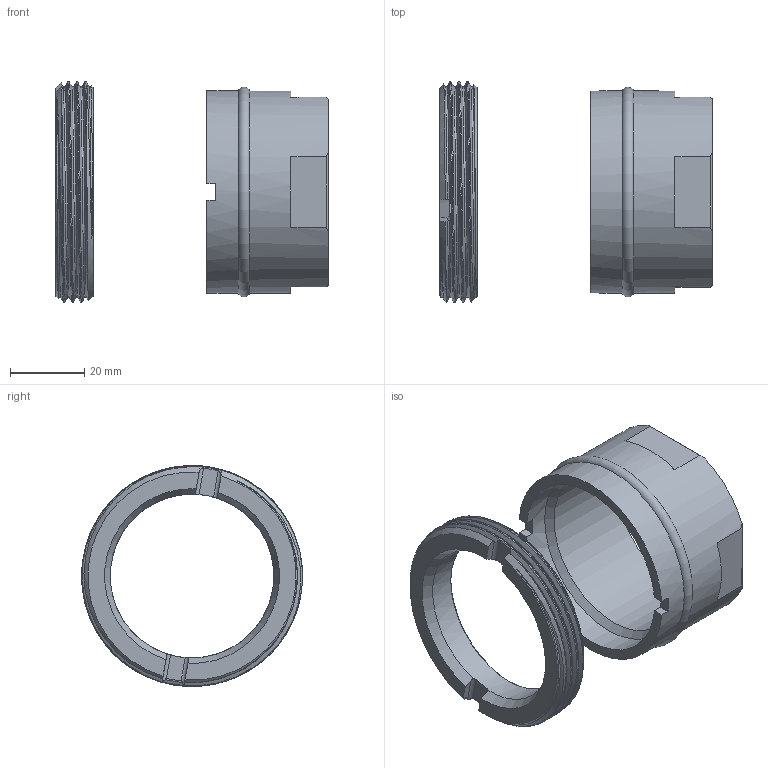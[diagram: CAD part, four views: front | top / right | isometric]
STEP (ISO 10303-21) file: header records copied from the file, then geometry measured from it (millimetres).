
FILE_DESCRIPTION(/* description */ ('','CAx-IF Rec.Pracs.---Representation and Presentation of Product Manufacturing Information (PMI)---4.0---2014-10-13'),/* implementation_level */ '2;1');
FILE_NAME(/* name */ '76459_LED_XL_EasyFit_17.stp',/* time_stamp */ '2020-02-14T09:21:58+01:00',/* author */ ('guzb562'),/* organization */ (''),/* preprocessor_version */ 'ST-DEVELOPER v17.2',/* originating_system */ 'Autodesk Inventor 2019',/* authorisation */ '');
FILE_SCHEMA (('AP242_MANAGED_MODEL_BASED_3D_ENGINEERING_MIM_LF { 1 0 10303 442 1 1 4 }'));
Length unit declared in the file: millimetre
Products named in the file (3): Baugruppe1; 73774_donut_inlet_sich_ring; 76459_LED_XL_EasyFit_17
Assembly tree (2 placements, depth 2):
  Baugruppe1
    73774_donut_inlet_sich_ring
    76459_LED_XL_EasyFit_17
Bounding box: 73.17 x 59.36 x 59.38 mm (x, y, z)
Volume: 31168.9 mm3; surface area: 17740.4 mm2
Topology: 2 solids, 2 shells, 71 faces, 210 edges, 141 vertices
Faces by surface type: plane 30, bspline 20, cylinder 13, cone 7, torus 1
Full cylindrical faces by diameter (mm): 44 x1, 45.235 x1, 48.8 x1, 54.4 x2
Entity records: 13916 total; most frequent: CARTESIAN_POINT 11918, ORIENTED_EDGE 420, DIRECTION 350, EDGE_CURVE 210, AXIS2_PLACEMENT_3D 143, VERTEX_POINT 141, B_SPLINE_CURVE_WITH_KNOTS 85, EDGE_LOOP 73
